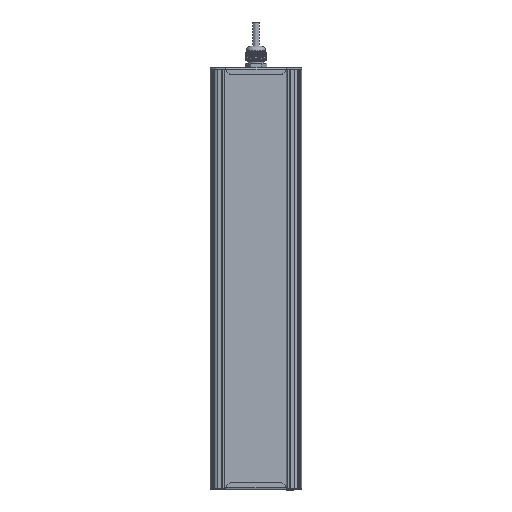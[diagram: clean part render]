
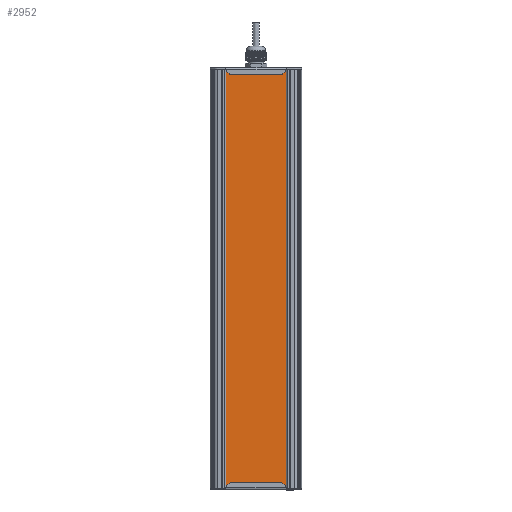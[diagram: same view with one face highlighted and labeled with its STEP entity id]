
A CAD part, front view. The second image highlights one B-rep face of the part: STEP entity #2952.
In plain terms, the highlighted face is planar.
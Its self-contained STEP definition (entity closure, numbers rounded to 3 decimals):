
#2952=ADVANCED_FACE('',(#11980),#11982,.T.);
#11980=FACE_BOUND('',#11981,.T.);
#11981=EDGE_LOOP('',(#37748,#37749,#37750,#37751));
#11982=PLANE('',#11983);
#11983=AXIS2_PLACEMENT_3D('',#11984,#11985,#11986);
#11984=CARTESIAN_POINT('',(120.465,593.492,117.308));
#11985=DIRECTION('',(0.,0.,-1.));
#11986=DIRECTION('',(0.,1.,0.));
#37748=ORIENTED_EDGE('',*,*,#43644,.T.);
#37749=ORIENTED_EDGE('',*,*,#43646,.F.);
#37750=ORIENTED_EDGE('',*,*,#43647,.F.);
#37751=ORIENTED_EDGE('',*,*,#43648,.T.);
#43644=EDGE_CURVE('',#48927,#48925,#48928,.T.);
#43646=EDGE_CURVE('',#48930,#48925,#48931,.T.);
#43647=EDGE_CURVE('',#48932,#48930,#48933,.T.);
#43648=EDGE_CURVE('',#48932,#48927,#48934,.T.);
#48925=VERTEX_POINT('',#67163);
#48927=VERTEX_POINT('',#67167);
#48928=LINE('',#67168,#67169);
#48930=VERTEX_POINT('',#67174);
#48931=LINE('',#67175,#67176);
#48932=VERTEX_POINT('',#67178);
#48933=LINE('',#67179,#67180);
#48934=LINE('',#67182,#67183);
#67163=CARTESIAN_POINT('',(526.465,679.838,117.308));
#67167=CARTESIAN_POINT('',(10.465,679.838,117.308));
#67168=CARTESIAN_POINT('',(10.465,679.838,117.308));
#67169=VECTOR('',#67170,1.);
#67170=DIRECTION('',(1.,0.,0.));
#67174=CARTESIAN_POINT('',(526.465,593.492,117.308));
#67175=CARTESIAN_POINT('',(526.465,593.492,117.308));
#67176=VECTOR('',#67177,1.);
#67177=DIRECTION('',(0.,1.,0.));
#67178=CARTESIAN_POINT('',(10.465,593.492,117.308));
#67179=CARTESIAN_POINT('',(10.465,593.492,117.308));
#67180=VECTOR('',#67181,1.);
#67181=DIRECTION('',(1.,0.,0.));
#67182=CARTESIAN_POINT('',(10.465,593.492,117.308));
#67183=VECTOR('',#67184,1.);
#67184=DIRECTION('',(0.,1.,0.));
